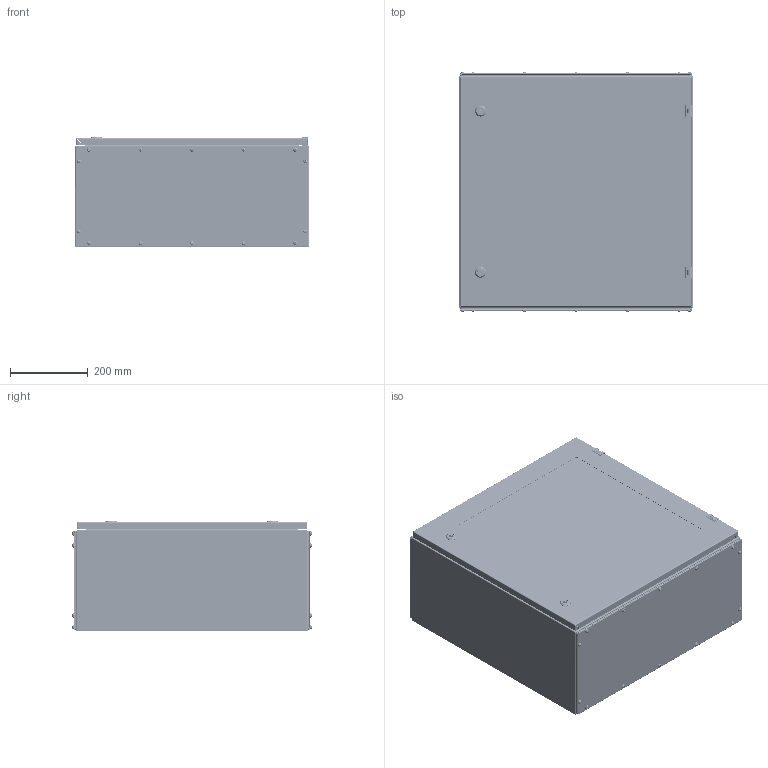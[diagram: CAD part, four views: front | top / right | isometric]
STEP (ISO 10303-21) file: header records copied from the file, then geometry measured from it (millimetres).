
FILE_DESCRIPTION (( 'STEP AP214' ), '1' );
FILE_NAME ('12.060.060.28.STEP', '2024-06-13T04:52:02', ( '' ), ( '' ), 'SwSTEP 2.0', 'SolidWorks 2021', '' );
FILE_SCHEMA (( 'AUTOMOTIVE_DESIGN' ));
Length unit declared in the file: millimetre
Products named in the file (29): 8SJ_MS705_0760.stp; Çàêëåïêà ðåçüáîâàÿ Ì5 øåñòèãðàííàÿ ñ óìåíüøåííûì áîðòîì; 栺樏鋋 W600H600; ﾇ瑟鶴 ﾀﾑ ms1000-3M.stp; 8SJ_MS705_0510.stp; 8SJ_S1B_0001.stp; Ïåðåìû÷êà êàðêàñà W600; Ñòåêëÿííàÿ äâåðü ÑÁ W600H600; 8SJ_MS705-1_0040.stp; ﾄ粢鮱 W600H600; Ïðîêëàäêà êðûøêè W600D280; 砑鳧罻 H600; Áîëò Ì6õ10 ñ øåñòèãðàííîé ãîëîâêîé ñ ïðåññøàéáîé; 417.660; Êîðïóñ øêàôà W600H600D280; SW6X8.stp; 嵑謺麃 檐; Ãàéêà M6 DIN6923.step; Øïèëüêà ïðèâàðíàÿ Ì6õ10; Øïèëüêà ïðèâàðíàÿ Ì6õ15; Ãàñêåòèíã W600H600; Øïèëüêà ïðèâàðíàÿ Ì6õ20; Êàðêàñ øêàôà W600H600D280; Âèíò DIN 967 Ì5õ16 ñ ïîëóêðóãëîé ãîëîâêîé ñ êðåñòîîáðàçíûì øëèöåì; 12.060.060.28; Çàêëåïêà ðåçüáîâàÿ Ì8 øåñòèãðàííàÿ ñ óìåíüøåííûì áîðòîì; 署赅 W600D280; 砑鳧罻 W600; 8SJ_MS705_0010.stp
Assembly tree (129 placements, depth 4):
  12.060.060.28
    Êàðêàñ øêàôà W600H600D280
      Êîðïóñ øêàôà W600H600D280
      Ïåðåìû÷êà êàðêàñà W600  x2
      Øïèëüêà ïðèâàðíàÿ Ì6õ15  x8
      Øïèëüêà ïðèâàðíàÿ Ì6õ20  x4
    署赅 W600D280  x2
    Ïðîêëàäêà êðûøêè W600D280  x2
    Ñòåêëÿííàÿ äâåðü ÑÁ W600H600
      ﾄ粢鮱 W600H600
      Ãàñêåòèíã W600H600
      ﾇ瑟鶴 ﾀﾑ ms1000-3M.stp  x2
        8SJ_MS705_0010.stp
        8SJ_MS705_0510.stp
        8SJ_MS705_0760.stp
        8SJ_S1B_0001.stp
        8SJ_MS705-1_0040.stp
        SW6X8.stp
      Øïèëüêà ïðèâàðíàÿ Ì6õ10  x14
      栺樏鋋 W600H600
      Ãàéêà M6 DIN6923.step  x14
      砑鳧罻 H600  x2
      砑鳧罻 W600  x2
    嵑謺麃 檐  x2
    Áîëò Ì6õ10 ñ øåñòèãðàííîé ãîëîâêîé ñ ïðåññøàéáîé  x2
    Çàêëåïêà ðåçüáîâàÿ Ì5 øåñòèãðàííàÿ ñ óìåíüøåííûì áîðòîì  x28
    Âèíò DIN 967 Ì5õ16 ñ ïîëóêðóãëîé ãîëîâêîé ñ êðåñòîîáðàçíûì øëèöåì  x28
    Çàêëåïêà ðåçüáîâàÿ Ì8 øåñòèãðàííàÿ ñ óìåíüøåííûì áîðòîì  x4
    417.660
Bounding box: 600 x 615.17 x 284.65 mm (x, y, z)
Volume: 3225733.8 mm3; surface area: 4256605.2 mm2
Topology: 129 solids, 141 shells, 6903 faces, 17425 edges, 10860 vertices
Faces by surface type: plane 2807, cylinder 2367, bspline 729, cone 464, torus 368, sphere 168
Entity records: 89717 total; most frequent: CARTESIAN_POINT 43928, ORIENTED_EDGE 9764, DIRECTION 8200, EDGE_CURVE 4888, VERTEX_POINT 3015, AXIS2_PLACEMENT_3D 2750, LINE 2700, VECTOR 2700
